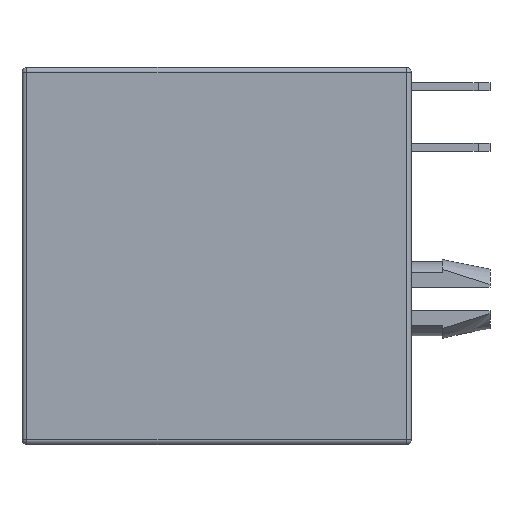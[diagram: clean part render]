
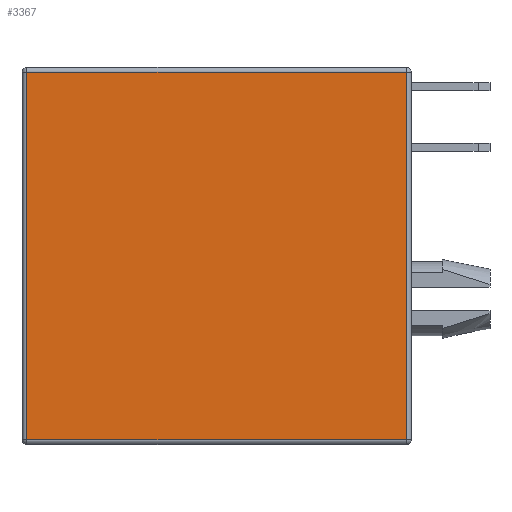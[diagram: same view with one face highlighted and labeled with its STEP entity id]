
A CAD part, left-side view. The second image highlights one B-rep face of the part: STEP entity #3367.
In plain terms, the highlighted planar face has unit normal (-1, 0, 0).
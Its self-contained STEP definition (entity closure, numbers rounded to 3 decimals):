
#1099 = DIRECTION ( 'NONE',  ( 0., 0., -1. ) ) ;
#1326 = VECTOR ( 'NONE', #12025, 1000. ) ;
#1775 = CARTESIAN_POINT ( 'NONE',  ( -7.75, 16.3, -6.1 ) ) ;
#1849 = DIRECTION ( 'NONE',  ( 0., 0., 1. ) ) ;
#2107 = LINE ( 'NONE', #6094, #12204 ) ;
#2420 = LINE ( 'NONE', #13045, #8458 ) ;
#2490 = ORIENTED_EDGE ( 'NONE', *, *, #14541, .T. ) ;
#3069 = VECTOR ( 'NONE', #7566, 1000. ) ;
#3367 = ADVANCED_FACE ( 'NONE', ( #15048 ), #13727, .F. ) ;
#4526 = ORIENTED_EDGE ( 'NONE', *, *, #8586, .T. ) ;
#5671 = DIRECTION ( 'NONE',  ( 0., 0., -1. ) ) ;
#6094 = CARTESIAN_POINT ( 'NONE',  ( -7.75, 0.2, -6.1 ) ) ;
#6100 = CARTESIAN_POINT ( 'NONE',  ( -7.75, 0.2, -5.9 ) ) ;
#6124 = ORIENTED_EDGE ( 'NONE', *, *, #9585, .T. ) ;
#6154 = VERTEX_POINT ( 'NONE', #12478 ) ;
#6712 = CARTESIAN_POINT ( 'NONE',  ( -7.75, 16.3, -5.9 ) ) ;
#6838 = VERTEX_POINT ( 'NONE', #6100 ) ;
#7409 = ORIENTED_EDGE ( 'NONE', *, *, #12880, .T. ) ;
#7566 = DIRECTION ( 'NONE',  ( 0., 1., 0. ) ) ;
#7924 = CARTESIAN_POINT ( 'NONE',  ( -7.75, 16.1, 9.5 ) ) ;
#8458 = VECTOR ( 'NONE', #1099, 1000. ) ;
#8586 = EDGE_CURVE ( 'NONE', #6838, #6154, #2107, .T. ) ;
#9566 = LINE ( 'NONE', #6712, #1326 ) ;
#9585 = EDGE_CURVE ( 'NONE', #6154, #10977, #15514, .T. ) ;
#10977 = VERTEX_POINT ( 'NONE', #7924 ) ;
#11170 = AXIS2_PLACEMENT_3D ( 'NONE', #1775, #16341, #5671 ) ;
#12025 = DIRECTION ( 'NONE',  ( 0., -1., 0. ) ) ;
#12204 = VECTOR ( 'NONE', #1849, 1000. ) ;
#12478 = CARTESIAN_POINT ( 'NONE',  ( -7.75, 0.2, 9.5 ) ) ;
#12880 = EDGE_CURVE ( 'NONE', #10977, #15552, #2420, .T. ) ;
#12974 = CARTESIAN_POINT ( 'NONE',  ( -7.75, 16.3, 9.5 ) ) ;
#13045 = CARTESIAN_POINT ( 'NONE',  ( -7.75, 16.1, -6.1 ) ) ;
#13727 = PLANE ( 'NONE',  #11170 ) ;
#14541 = EDGE_CURVE ( 'NONE', #15552, #6838, #9566, .T. ) ;
#15048 = FACE_OUTER_BOUND ( 'NONE', #17036, .T. ) ;
#15514 = LINE ( 'NONE', #12974, #3069 ) ;
#15552 = VERTEX_POINT ( 'NONE', #16238 ) ;
#16238 = CARTESIAN_POINT ( 'NONE',  ( -7.75, 16.1, -5.9 ) ) ;
#16341 = DIRECTION ( 'NONE',  ( 1., 0., 0. ) ) ;
#17036 = EDGE_LOOP ( 'NONE', ( #6124, #7409, #2490, #4526 ) ) ;
